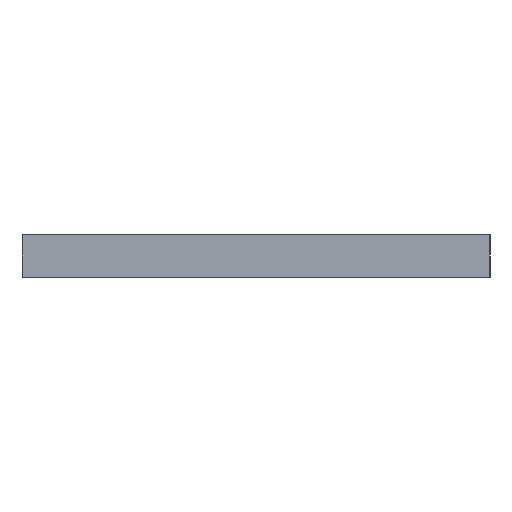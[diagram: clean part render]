
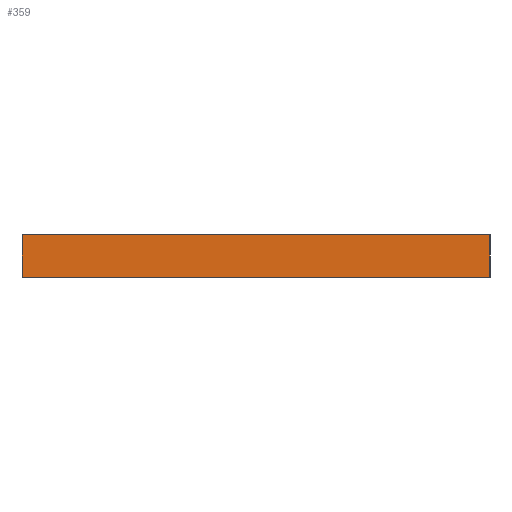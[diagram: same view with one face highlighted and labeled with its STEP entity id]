
A CAD part, left-side view. The second image highlights one B-rep face of the part: STEP entity #359.
In plain terms, the highlighted planar face has unit normal (-1, 0, 0).
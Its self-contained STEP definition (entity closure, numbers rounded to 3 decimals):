
#27=FACE_OUTER_BOUND($,#47,.T.);
#47=EDGE_LOOP($,(#267,#268,#269,#270));
#83=LINE($,#537,#131);
#84=LINE($,#540,#132);
#85=LINE($,#542,#133);
#86=LINE($,#543,#134);
#131=VECTOR($,#438,3.3);
#132=VECTOR($,#441,36.6);
#133=VECTOR($,#442,36.6);
#134=VECTOR($,#443,3.3);
#171=VERTEX_POINT($,#533);
#172=VERTEX_POINT($,#535);
#173=VERTEX_POINT($,#539);
#174=VERTEX_POINT($,#541);
#211=EDGE_CURVE($,#171,#172,#83,.T.);
#212=EDGE_CURVE($,#171,#173,#84,.T.);
#213=EDGE_CURVE($,#174,#172,#85,.T.);
#214=EDGE_CURVE($,#173,#174,#86,.T.);
#267=ORIENTED_EDGE($,*,*,#212,.F.);
#268=ORIENTED_EDGE($,*,*,#211,.T.);
#269=ORIENTED_EDGE($,*,*,#213,.F.);
#270=ORIENTED_EDGE($,*,*,#214,.F.);
#339=PLANE($,#384);
#359=ADVANCED_FACE($,(#27),#339,.T.);
#384=AXIS2_PLACEMENT_3D($,#538,#439,#440);
#438=DIRECTION($,(0.,0.,1.));
#439=DIRECTION('center_axis',(-1.,0.,0.));
#440=DIRECTION('ref_axis',(0.,-1.,0.));
#441=DIRECTION($,(0.,1.,0.));
#442=DIRECTION($,(0.,-1.,0.));
#443=DIRECTION($,(0.,0.,1.));
#533=CARTESIAN_POINT('',(-37.25,-18.3,3.));
#535=CARTESIAN_POINT('',(-37.25,-18.3,6.3));
#537=CARTESIAN_POINT($,(-37.25,-18.3,3.4));
#538=CARTESIAN_POINT('Origin',(-37.25,18.3,3.4));
#539=CARTESIAN_POINT('',(-37.25,18.3,3.));
#540=CARTESIAN_POINT($,(-37.25,-18.3,3.));
#541=CARTESIAN_POINT('',(-37.25,18.3,6.3));
#542=CARTESIAN_POINT($,(-37.25,-18.3,6.3));
#543=CARTESIAN_POINT($,(-37.25,18.3,3.4));
